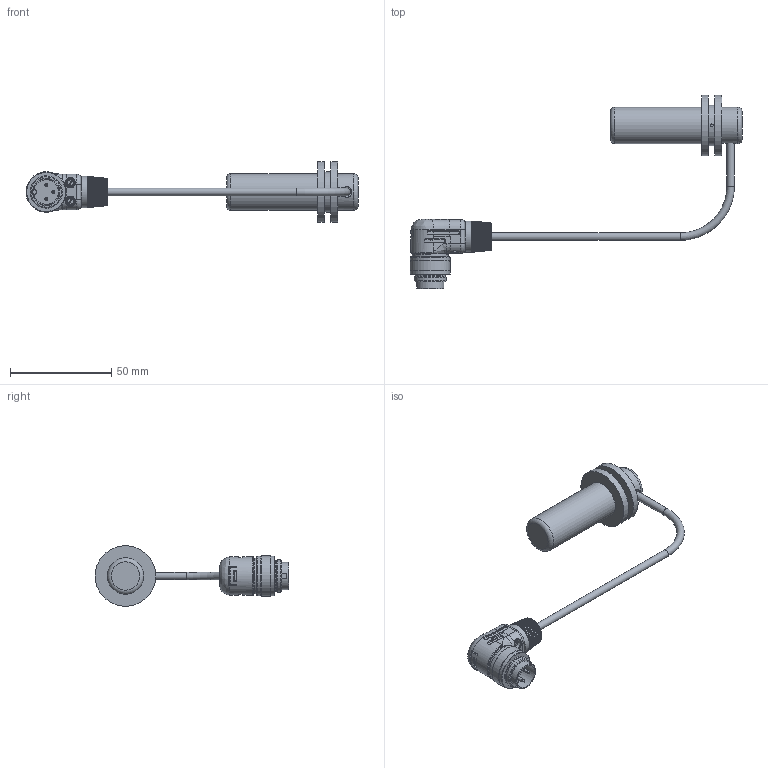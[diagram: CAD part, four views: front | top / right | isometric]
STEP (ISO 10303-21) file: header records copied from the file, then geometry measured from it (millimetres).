
FILE_DESCRIPTION(/* description */ (''),/* implementation_level */ '2;1');
FILE_NAME(/* name */ '130 54_R3T-5-7L10W.stp',/* time_stamp */ '2020-08-22T12:14:55+02:00',/* author */ ('kuttig'),/* organization */ (''),/* preprocessor_version */ 'ST-DEVELOPER v16.13',/* originating_system */ 'Autodesk Inventor 2018',/* authorisation */ '');
FILE_SCHEMA (('AUTOMOTIVE_DESIGN { 1 0 10303 214 3 1 1 }'));
Length unit declared in the file: millimetre
Products named in the file (1): 130 54_R3T-5-7L10W_Shrinkwrap_1
Bounding box: 164.14 x 95.8 x 30 mm (x, y, z)
Volume: 28031.9 mm3; surface area: 16044.8 mm2
Topology: 2 solids, 2 shells, 887 faces, 2247 edges, 1383 vertices
Faces by surface type: cone 365, plane 339, cylinder 93, bspline 46, torus 40, sphere 4
Full cylindrical faces by diameter (mm): 1.49 x3, 1.5 x2, 3.7 x3, 4.4 x2, 5.248 x1, 6 x1, 8.213 x1, 10.2 x2, 11.28 x1, 13.5 x1, 15 x2, 15.4 x1, 15.5 x1, 16 x1, 17.7 x1, 18 x2, 19.7 x2, 20 x2, 30 x2
Entity records: 32176 total; most frequent: CARTESIAN_POINT 10842, ORIENTED_EDGE 4336, DIRECTION 4228, EDGE_CURVE 2168, AXIS2_PLACEMENT_3D 1769, VERTEX_POINT 1366, EDGE_LOOP 972, CIRCLE 896
